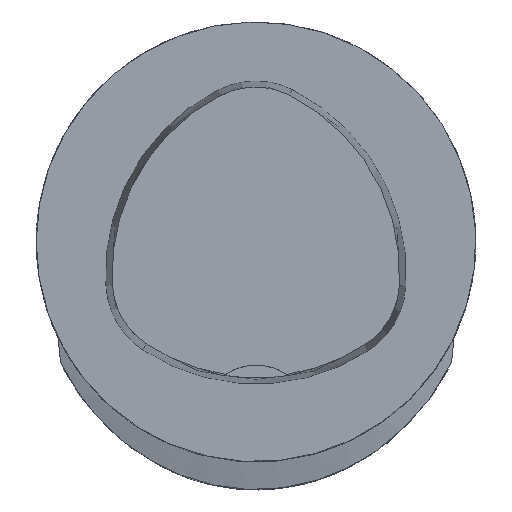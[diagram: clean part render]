
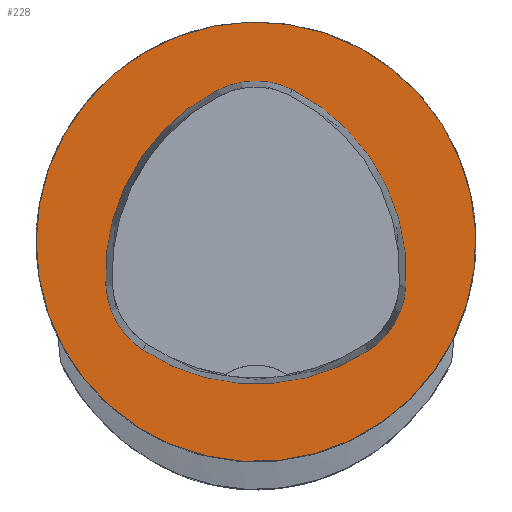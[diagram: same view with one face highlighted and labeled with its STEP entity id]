
A CAD part, top view. The second image highlights one B-rep face of the part: STEP entity #228.
In plain terms, the highlighted planar face has unit normal (0, 0, 1).
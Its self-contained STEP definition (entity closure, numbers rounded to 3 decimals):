
#228=ADVANCED_FACE('',(#462,#463),#280,.T.);
#280=PLANE('',#1365);
#462=FACE_BOUND('',#517,.T.);
#463=FACE_BOUND('',#518,.T.);
#517=EDGE_LOOP('',(#736,#737,#738,#739,#740,#741));
#518=EDGE_LOOP('',(#742));
#736=ORIENTED_EDGE('',*,*,#1105,.T.);
#737=ORIENTED_EDGE('',*,*,#1085,.T.);
#738=ORIENTED_EDGE('',*,*,#1089,.T.);
#739=ORIENTED_EDGE('',*,*,#1092,.T.);
#740=ORIENTED_EDGE('',*,*,#1095,.T.);
#741=ORIENTED_EDGE('',*,*,#1103,.T.);
#742=ORIENTED_EDGE('',*,*,#1074,.F.);
#952=VERTEX_POINT('',#2097);
#961=VERTEX_POINT('',#2125);
#962=VERTEX_POINT('',#2126);
#965=VERTEX_POINT('',#2134);
#967=VERTEX_POINT('',#2140);
#969=VERTEX_POINT('',#2146);
#976=VERTEX_POINT('',#2167);
#1074=EDGE_CURVE('',#952,#952,#1171,.T.);
#1085=EDGE_CURVE('',#961,#962,#1172,.T.);
#1089=EDGE_CURVE('',#962,#965,#1174,.T.);
#1092=EDGE_CURVE('',#965,#967,#1176,.T.);
#1095=EDGE_CURVE('',#967,#969,#1178,.T.);
#1103=EDGE_CURVE('',#969,#976,#1182,.T.);
#1105=EDGE_CURVE('',#976,#961,#1184,.T.);
#1171=CIRCLE('',#1336,16.);
#1172=CIRCLE('',#1343,15.);
#1174=CIRCLE('',#1346,6.);
#1176=CIRCLE('',#1349,15.);
#1178=CIRCLE('',#1352,6.);
#1182=CIRCLE('',#1357,15.);
#1184=CIRCLE('',#1360,6.);
#1336=AXIS2_PLACEMENT_3D('',#2096,#1581,#1582);
#1343=AXIS2_PLACEMENT_3D('',#2124,#1599,#1600);
#1346=AXIS2_PLACEMENT_3D('',#2133,#1607,#1608);
#1349=AXIS2_PLACEMENT_3D('',#2139,#1614,#1615);
#1352=AXIS2_PLACEMENT_3D('',#2145,#1621,#1622);
#1357=AXIS2_PLACEMENT_3D('',#2168,#1633,#1634);
#1360=AXIS2_PLACEMENT_3D('',#2171,#1639,#1640);
#1365=AXIS2_PLACEMENT_3D('',#2176,#1649,#1650);
#1581=DIRECTION('',(0.,0.,-1.));
#1582=DIRECTION('',(-1.,0.,0.));
#1599=DIRECTION('',(0.,0.,-1.));
#1600=DIRECTION('',(-1.,0.,0.));
#1607=DIRECTION('',(0.,0.,-1.));
#1608=DIRECTION('',(-1.,0.,0.));
#1614=DIRECTION('',(0.,0.,-1.));
#1615=DIRECTION('',(-1.,0.,0.));
#1621=DIRECTION('',(0.,0.,-1.));
#1622=DIRECTION('',(-1.,0.,0.));
#1633=DIRECTION('',(0.,0.,-1.));
#1634=DIRECTION('',(-1.,0.,0.));
#1639=DIRECTION('',(0.,0.,-1.));
#1640=DIRECTION('',(-1.,0.,0.));
#1649=DIRECTION('',(0.,0.,1.));
#1650=DIRECTION('',(1.,0.,0.));
#2096=CARTESIAN_POINT('',(0.,0.,0.));
#2097=CARTESIAN_POINT('',(-16.,0.,0.));
#2124=CARTESIAN_POINT('',(4.048,-2.316,0.));
#2125=CARTESIAN_POINT('',(-10.926,-3.206,0.));
#2126=CARTESIAN_POINT('',(-2.774,11.043,0.));
#2133=CARTESIAN_POINT('',(-0.045,5.7,0.));
#2134=CARTESIAN_POINT('',(2.638,11.066,0.));
#2139=CARTESIAN_POINT('',(-4.07,-2.35,0.));
#2140=CARTESIAN_POINT('',(10.903,-3.249,0.));
#2145=CARTESIAN_POINT('',(4.914,-2.889,0.));
#2146=CARTESIAN_POINT('',(8.177,-7.924,0.));
#2167=CARTESIAN_POINT('',(-8.24,-7.859,0.));
#2168=CARTESIAN_POINT('',(0.019,4.663,0.));
#2171=CARTESIAN_POINT('',(-4.936,-2.85,0.));
#2176=CARTESIAN_POINT('',(0.,0.,0.));
